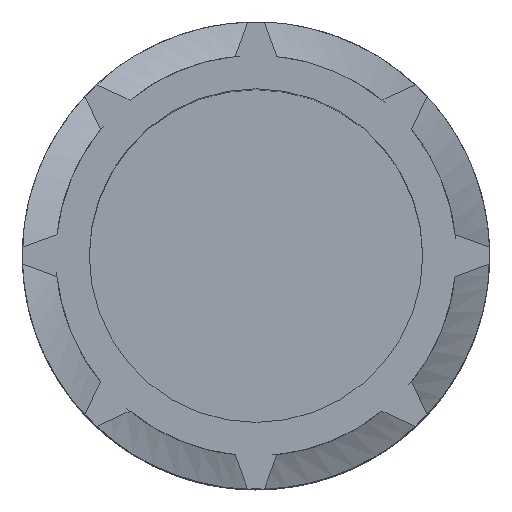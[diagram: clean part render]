
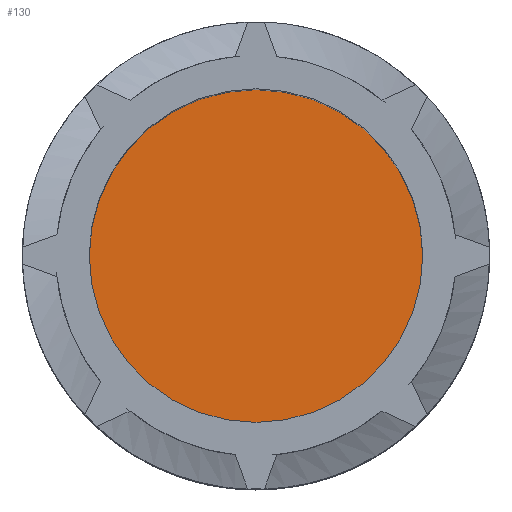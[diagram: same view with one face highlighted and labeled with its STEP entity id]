
A CAD part, top view. The second image highlights one B-rep face of the part: STEP entity #130.
In plain terms, the highlighted planar face has unit normal (0, 0, 1).
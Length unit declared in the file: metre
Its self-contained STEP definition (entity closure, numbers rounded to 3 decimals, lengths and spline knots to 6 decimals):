
#130 = ADVANCED_FACE( '', ( #256 ), #257, .T. );
#256 = FACE_OUTER_BOUND( '', #2293, .T. );
#257 = PLANE( '', #2294 );
#2293 = EDGE_LOOP( '', ( #2560 ) );
#2294 = AXIS2_PLACEMENT_3D( '', #2561, #2562, #2563 );
#2560 = ORIENTED_EDGE( '', *, *, #2684, .T. );
#2561 = CARTESIAN_POINT( '', ( 0., 0., 0.005 ) );
#2562 = DIRECTION( '', ( 0., 0., 1. ) );
#2563 = DIRECTION( '', ( 1., 0., 0. ) );
#2684 = EDGE_CURVE( '', #2883, #2883, #2884, .T. );
#2883 = VERTEX_POINT( '', #4378 );
#2884 = CIRCLE( '', #4379, 0.05 );
#4378 = CARTESIAN_POINT( '', ( 0.05, 0., 0.005 ) );
#4379 = AXIS2_PLACEMENT_3D( '', #4621, #4622, #4623 );
#4621 = CARTESIAN_POINT( '', ( 0., 0., 0.005 ) );
#4622 = DIRECTION( '', ( 0., 0., 1. ) );
#4623 = DIRECTION( '', ( 1., 0., 0. ) );
